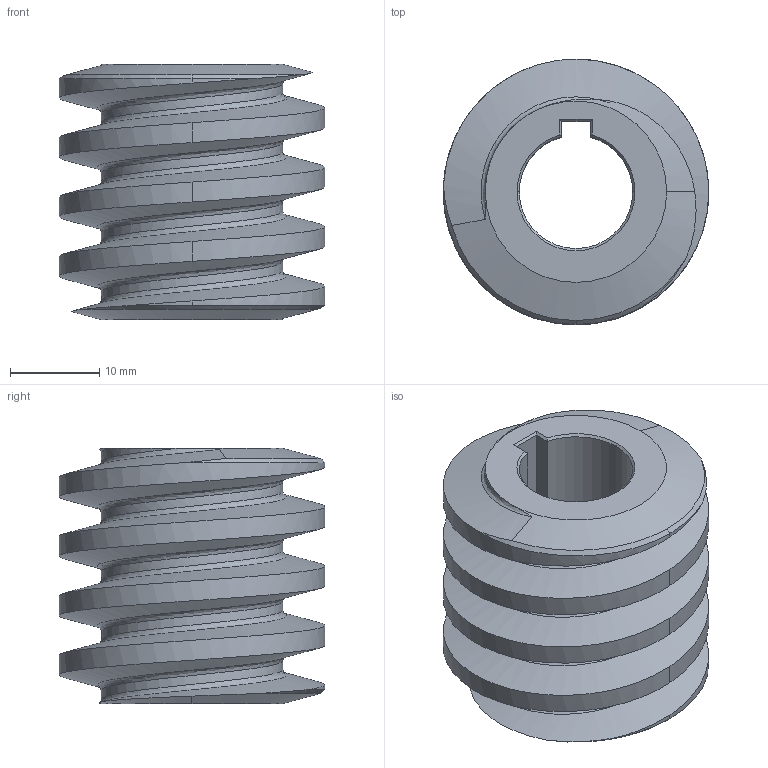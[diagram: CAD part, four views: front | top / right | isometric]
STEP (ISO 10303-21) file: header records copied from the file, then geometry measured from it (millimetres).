
FILE_DESCRIPTION (( 'STEP AP203' ), '1' );
FILE_NAME ('57545K527.step', '2015-09-23T18:58:47', ( '' ), ( '' ), 'SwSTEP 2.0', 'SolidWorks 2010', '' );
FILE_SCHEMA (( 'CONFIG_CONTROL_DESIGN' ));
Length unit declared in the file: inch
Products named in the file (1): 57545K527
Bounding box: 29.71 x 29.72 x 28.57 mm (x, y, z)
Volume: 10636.7 mm3; surface area: 6403.5 mm2
Topology: 1 solids, 1 shells, 42 faces, 107 edges, 67 vertices
Faces by surface type: cone 15, cylinder 11, plane 11, bspline 5
Entity records: 4468 total; most frequent: CARTESIAN_POINT 3480, ORIENTED_EDGE 214, DIRECTION 164, EDGE_CURVE 107, VERTEX_POINT 67, AXIS2_PLACEMENT_3D 63, EDGE_LOOP 44, FACE_OUTER_BOUND 42
